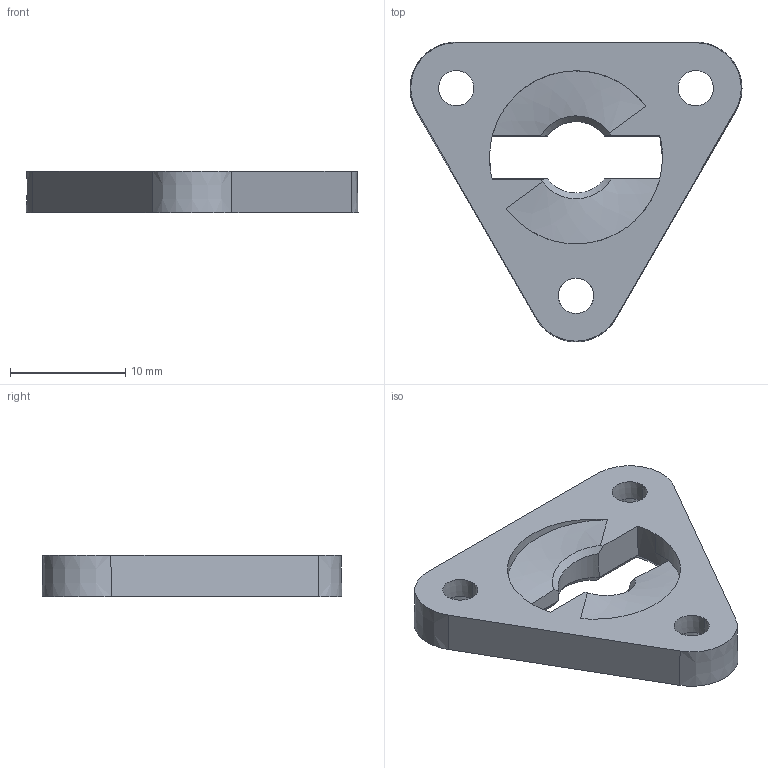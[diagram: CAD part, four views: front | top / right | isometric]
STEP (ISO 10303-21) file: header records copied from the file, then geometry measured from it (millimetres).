
FILE_DESCRIPTION (( 'STEP AP214' ), '1' );
FILE_NAME ('wedge_plate_with_drafts.STEP', '2020-08-03T19:46:44', ( '' ), ( '' ), 'SwSTEP 2.0', 'SolidWorks 2019', '' );
FILE_SCHEMA (( 'AUTOMOTIVE_DESIGN' ));
Length unit declared in the file: millimetre
Products named in the file (1): wedge_plate_with_drafts
Bounding box: 28.78 x 26 x 3.6 mm (x, y, z)
Volume: 1273.4 mm3; surface area: 1327.6 mm2
Topology: 1 solids, 1 shells, 45 faces, 121 edges, 78 vertices
Faces by surface type: cone 21, plane 13, bspline 6, cylinder 5
Entity records: 2745 total; most frequent: CARTESIAN_POINT 1663, ORIENTED_EDGE 242, DIRECTION 195, EDGE_CURVE 121, VERTEX_POINT 78, AXIS2_PLACEMENT_3D 78, EDGE_LOOP 53, FACE_OUTER_BOUND 45
